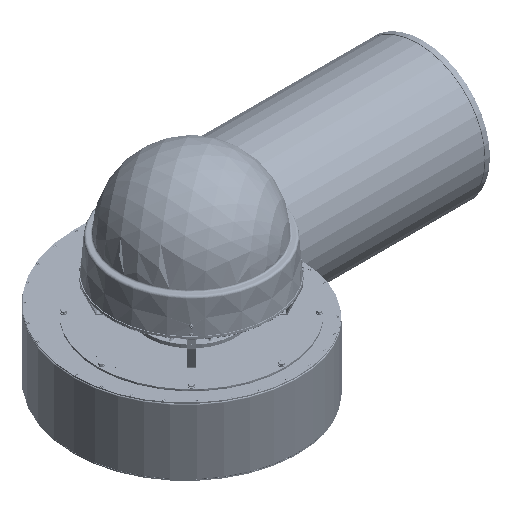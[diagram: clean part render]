
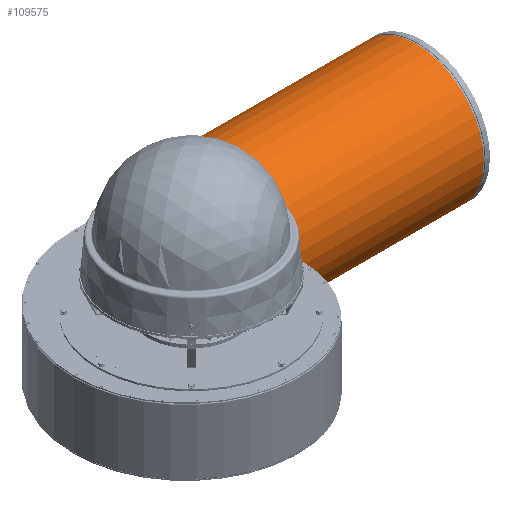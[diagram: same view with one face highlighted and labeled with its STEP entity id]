
A CAD part, isometric view. The second image highlights one B-rep face of the part: STEP entity #109575.
In plain terms, the highlighted cylindrical face has radius 154.25 mm (diameter 308.5 mm), a full revolution.
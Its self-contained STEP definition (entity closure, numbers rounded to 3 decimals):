
#10486=LINE('',#161805,#18416);
#18416=VECTOR('',#131786,154.25);
#25788=CYLINDRICAL_SURFACE('',#117848,154.25);
#27928=FACE_OUTER_BOUND('',#34772,.T.);
#34772=EDGE_LOOP('',(#76009,#76010,#76011,#76012,#76013,#76014));
#42226=CIRCLE('',#117845,154.25);
#42228=CIRCLE('',#117847,154.25);
#42229=CIRCLE('',#117849,154.25);
#42230=CIRCLE('',#117850,154.25);
#46677=VERTEX_POINT('',#161795);
#46678=VERTEX_POINT('',#161796);
#46679=VERTEX_POINT('',#161801);
#46680=VERTEX_POINT('',#161802);
#57802=EDGE_CURVE('',#46677,#46678,#42226,.T.);
#57804=EDGE_CURVE('',#46678,#46677,#42228,.T.);
#57805=EDGE_CURVE('',#46679,#46680,#42229,.T.);
#57806=EDGE_CURVE('',#46680,#46679,#42230,.T.);
#57807=EDGE_CURVE('',#46680,#46678,#10486,.T.);
#76009=ORIENTED_EDGE('',*,*,#57805,.F.);
#76010=ORIENTED_EDGE('',*,*,#57806,.F.);
#76011=ORIENTED_EDGE('',*,*,#57807,.T.);
#76012=ORIENTED_EDGE('',*,*,#57804,.T.);
#76013=ORIENTED_EDGE('',*,*,#57802,.T.);
#76014=ORIENTED_EDGE('',*,*,#57807,.F.);
#109575=ADVANCED_FACE('',(#27928),#25788,.T.);
#117845=AXIS2_PLACEMENT_3D('',#161797,#131774,#131775);
#117847=AXIS2_PLACEMENT_3D('',#161799,#131778,#131779);
#117848=AXIS2_PLACEMENT_3D('',#161800,#131780,#131781);
#117849=AXIS2_PLACEMENT_3D('',#161803,#131782,#131783);
#117850=AXIS2_PLACEMENT_3D('',#161804,#131784,#131785);
#131774=DIRECTION('center_axis',(-1.,0.,0.));
#131775=DIRECTION('ref_axis',(0.,-1.,0.));
#131778=DIRECTION('center_axis',(-1.,0.,0.));
#131779=DIRECTION('ref_axis',(0.,-1.,0.));
#131780=DIRECTION('center_axis',(-1.,0.,0.));
#131781=DIRECTION('ref_axis',(0.,-1.,0.));
#131782=DIRECTION('center_axis',(-1.,0.,0.));
#131783=DIRECTION('ref_axis',(0.,-1.,0.));
#131784=DIRECTION('center_axis',(-1.,0.,0.));
#131785=DIRECTION('ref_axis',(0.,-1.,0.));
#131786=DIRECTION('',(1.,0.,0.));
#161795=CARTESIAN_POINT('',(702.45,207.05,-229.25));
#161796=CARTESIAN_POINT('',(702.45,361.3,-75.));
#161797=CARTESIAN_POINT('Origin',(702.45,207.05,-75.));
#161799=CARTESIAN_POINT('Origin',(702.45,207.05,-75.));
#161800=CARTESIAN_POINT('Origin',(466.7,207.05,-75.));
#161801=CARTESIAN_POINT('',(230.95,207.05,-229.25));
#161802=CARTESIAN_POINT('',(230.95,361.3,-75.));
#161803=CARTESIAN_POINT('Origin',(230.95,207.05,-75.));
#161804=CARTESIAN_POINT('Origin',(230.95,207.05,-75.));
#161805=CARTESIAN_POINT('',(466.7,361.3,-75.));
